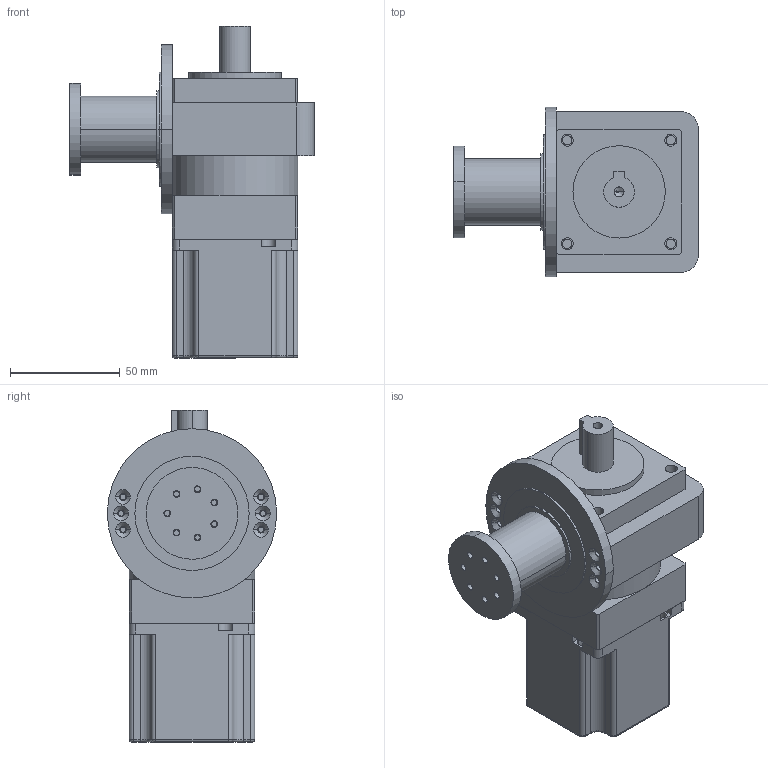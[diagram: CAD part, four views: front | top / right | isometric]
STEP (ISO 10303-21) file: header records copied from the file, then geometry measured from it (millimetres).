
FILE_DESCRIPTION (( 'STEP AP203' ), '1' );
FILE_NAME ('arm_manipulator_link_5_Default_sldprt.STEP', '2025-04-21T08:18:46', ( '' ), ( '' ), 'SwSTEP 2.0', 'SolidWorks 2023', '' );
FILE_SCHEMA (( 'CONFIG_CONTROL_DESIGN' ));
Length unit declared in the file: millimetre
Products named in the file (1): arm_manipulator_link_5_Default_sldprt
Bounding box: 111.22 x 77 x 151 mm (x, y, z)
Volume: 466797.7 mm3; surface area: 84858.9 mm2
Topology: 6 solids, 6 shells, 385 faces, 937 edges, 595 vertices
Faces by surface type: cylinder 222, plane 113, cone 36, torus 14
Entity records: 12350 total; most frequent: CARTESIAN_POINT 2742, DIRECTION 2151, ORIENTED_EDGE 1854, EDGE_CURVE 927, AXIS2_PLACEMENT_3D 862, VERTEX_POINT 595, EDGE_LOOP 502, CIRCLE 476
